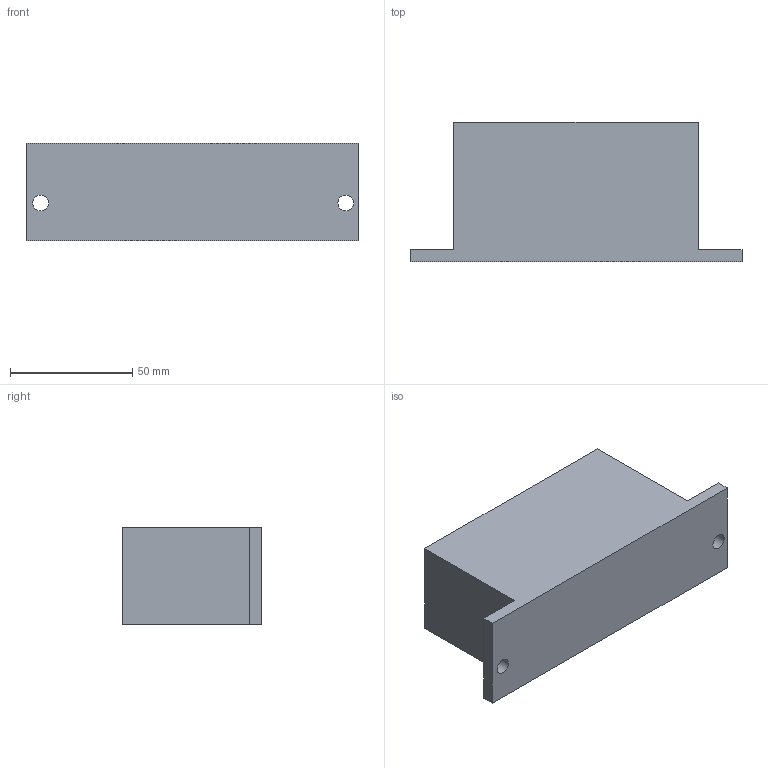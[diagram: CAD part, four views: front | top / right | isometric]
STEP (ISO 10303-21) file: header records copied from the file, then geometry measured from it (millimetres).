
FILE_DESCRIPTION(/* description */ (''),/* implementation_level */ '2;1');
FILE_NAME(/* name */ 'Aluminium Mount.step',/* time_stamp */ '2020-12-23T15:35:22+00:00',/* author */ (''),/* organization */ (''),/* preprocessor_version */ 'ST-DEVELOPER v18.1',/* originating_system */ 'Autodesk Translation Framework v9.7.1.1290',/* authorisation */ '');
FILE_SCHEMA (('AUTOMOTIVE_DESIGN { 1 0 10303 214 3 1 1 }'));
Length unit declared in the file: millimetre
Products named in the file (1): Aluminium Mount
Bounding box: 136 x 57.2 x 40 mm (x, y, z)
Volume: 235220.4 mm3; surface area: 27878.1 mm2
Topology: 1 solids, 1 shells, 24 faces, 48 edges, 32 vertices
Faces by surface type: plane 16, cylinder 8
Full cylindrical faces by diameter (mm): 3 x2, 3.332 x4, 6.5 x2
Entity records: 669 total; most frequent: DIRECTION 114, CARTESIAN_POINT 105, ORIENTED_EDGE 96, EDGE_CURVE 48, AXIS2_PLACEMENT_3D 41, EDGE_LOOP 34, LINE 32, VECTOR 32
